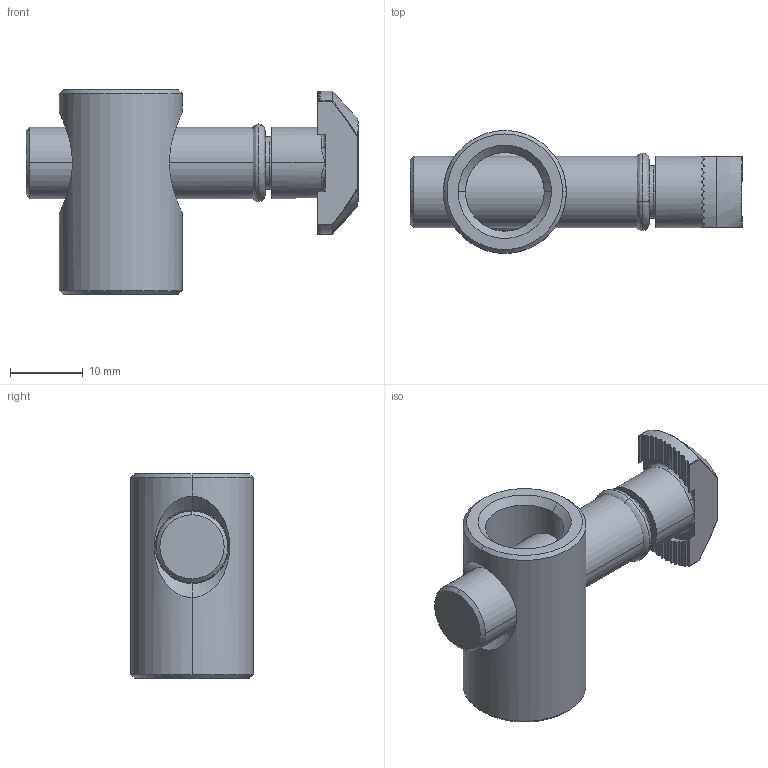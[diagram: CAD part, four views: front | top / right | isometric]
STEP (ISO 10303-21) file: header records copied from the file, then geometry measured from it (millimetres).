
FILE_DESCRIPTION (( 'STEP AP214' ), '1' );
FILE_NAME ('099b10171000.STEP', '2014-08-28T11:28:33', ( '' ), ( '' ), 'SwSTEP 2.0', 'SolidWorks 2014', '' );
FILE_SCHEMA (( 'AUTOMOTIVE_DESIGN' ));
Length unit declared in the file: millimetre
Products named in the file (1): 099b10171000
Bounding box: 45.5 x 16.85 x 28 mm (x, y, z)
Volume: 7619 mm3; surface area: 5507.9 mm2
Topology: 4 solids, 4 shells, 224 faces, 602 edges, 380 vertices
Faces by surface type: cylinder 87, plane 73, bspline 40, cone 24
Entity records: 13376 total; most frequent: CARTESIAN_POINT 6023, ORIENTED_EDGE 1196, DIRECTION 803, EDGE_CURVE 598, VERTEX_POINT 380, AXIS2_PLACEMENT_3D 301, EDGE_LOOP 230, UNCERTAINTY_MEASURE_WITH_UNIT 230
